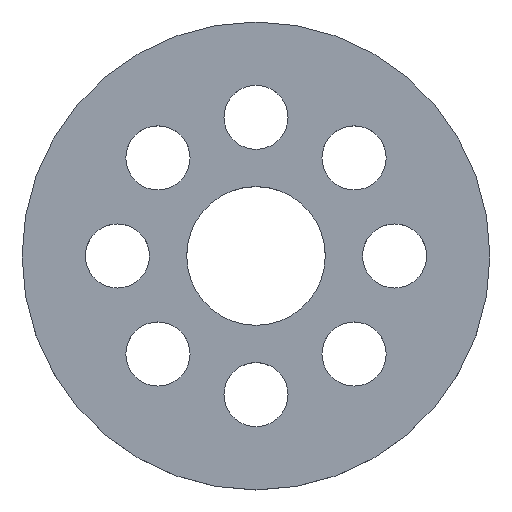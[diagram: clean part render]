
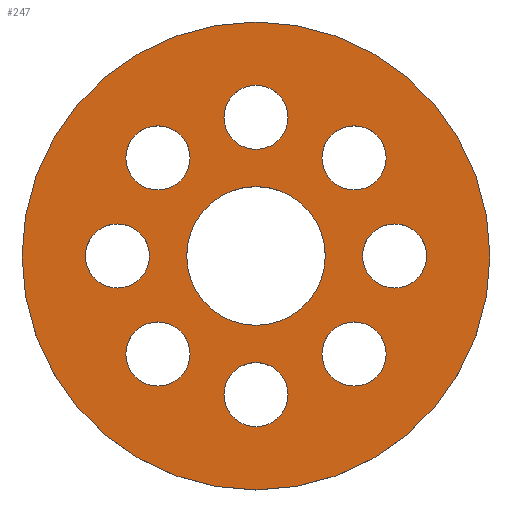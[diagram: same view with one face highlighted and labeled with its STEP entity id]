
A CAD part, top view. The second image highlights one B-rep face of the part: STEP entity #247.
In plain terms, the highlighted planar face has unit normal (0, 0, 1).
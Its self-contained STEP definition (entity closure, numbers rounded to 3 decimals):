
#15=FACE_BOUND('',#58,.T.);
#16=FACE_BOUND('',#59,.T.);
#17=FACE_BOUND('',#60,.T.);
#18=FACE_BOUND('',#61,.T.);
#19=FACE_BOUND('',#62,.T.);
#20=FACE_BOUND('',#63,.T.);
#21=FACE_BOUND('',#64,.T.);
#22=FACE_BOUND('',#65,.T.);
#23=FACE_BOUND('',#66,.T.);
#33=PLANE('',#293);
#45=FACE_OUTER_BOUND('',#57,.T.);
#57=EDGE_LOOP('',(#207));
#58=EDGE_LOOP('',(#208));
#59=EDGE_LOOP('',(#209));
#60=EDGE_LOOP('',(#210));
#61=EDGE_LOOP('',(#211));
#62=EDGE_LOOP('',(#212));
#63=EDGE_LOOP('',(#213));
#64=EDGE_LOOP('',(#214));
#65=EDGE_LOOP('',(#215));
#66=EDGE_LOOP('',(#216));
#97=CIRCLE('',#264,1.85);
#99=CIRCLE('',#267,1.85);
#101=CIRCLE('',#270,1.85);
#103=CIRCLE('',#273,1.85);
#105=CIRCLE('',#276,1.85);
#107=CIRCLE('',#279,1.85);
#109=CIRCLE('',#282,1.85);
#111=CIRCLE('',#285,1.85);
#113=CIRCLE('',#288,4.);
#116=CIRCLE('',#292,13.5);
#117=VERTEX_POINT('',#373);
#119=VERTEX_POINT('',#379);
#121=VERTEX_POINT('',#385);
#123=VERTEX_POINT('',#391);
#125=VERTEX_POINT('',#397);
#127=VERTEX_POINT('',#403);
#129=VERTEX_POINT('',#409);
#131=VERTEX_POINT('',#415);
#133=VERTEX_POINT('',#421);
#136=VERTEX_POINT('',#429);
#137=EDGE_CURVE('',#117,#117,#97,.T.);
#140=EDGE_CURVE('',#119,#119,#99,.T.);
#143=EDGE_CURVE('',#121,#121,#101,.T.);
#146=EDGE_CURVE('',#123,#123,#103,.T.);
#149=EDGE_CURVE('',#125,#125,#105,.T.);
#152=EDGE_CURVE('',#127,#127,#107,.T.);
#155=EDGE_CURVE('',#129,#129,#109,.T.);
#158=EDGE_CURVE('',#131,#131,#111,.T.);
#161=EDGE_CURVE('',#133,#133,#113,.T.);
#166=EDGE_CURVE('',#136,#136,#116,.T.);
#207=ORIENTED_EDGE('',*,*,#166,.T.);
#208=ORIENTED_EDGE('',*,*,#161,.F.);
#209=ORIENTED_EDGE('',*,*,#155,.F.);
#210=ORIENTED_EDGE('',*,*,#149,.F.);
#211=ORIENTED_EDGE('',*,*,#143,.F.);
#212=ORIENTED_EDGE('',*,*,#137,.F.);
#213=ORIENTED_EDGE('',*,*,#140,.F.);
#214=ORIENTED_EDGE('',*,*,#146,.F.);
#215=ORIENTED_EDGE('',*,*,#152,.F.);
#216=ORIENTED_EDGE('',*,*,#158,.F.);
#247=ADVANCED_FACE('',(#45,#15,#16,#17,#18,#19,#20,#21,#22,#23),#33,.T.);
#264=AXIS2_PLACEMENT_3D('',#374,#299,#300);
#267=AXIS2_PLACEMENT_3D('',#380,#306,#307);
#270=AXIS2_PLACEMENT_3D('',#386,#313,#314);
#273=AXIS2_PLACEMENT_3D('',#392,#320,#321);
#276=AXIS2_PLACEMENT_3D('',#398,#327,#328);
#279=AXIS2_PLACEMENT_3D('',#404,#334,#335);
#282=AXIS2_PLACEMENT_3D('',#410,#341,#342);
#285=AXIS2_PLACEMENT_3D('',#416,#348,#349);
#288=AXIS2_PLACEMENT_3D('',#422,#355,#356);
#292=AXIS2_PLACEMENT_3D('',#431,#365,#366);
#293=AXIS2_PLACEMENT_3D('',#432,#367,#368);
#299=DIRECTION('center_axis',(0.,0.,1.));
#300=DIRECTION('ref_axis',(1.,0.,0.));
#306=DIRECTION('center_axis',(0.,0.,1.));
#307=DIRECTION('ref_axis',(1.,0.,0.));
#313=DIRECTION('center_axis',(0.,0.,1.));
#314=DIRECTION('ref_axis',(1.,0.,0.));
#320=DIRECTION('center_axis',(0.,0.,1.));
#321=DIRECTION('ref_axis',(1.,0.,0.));
#327=DIRECTION('center_axis',(0.,0.,1.));
#328=DIRECTION('ref_axis',(1.,0.,0.));
#334=DIRECTION('center_axis',(0.,0.,1.));
#335=DIRECTION('ref_axis',(1.,0.,0.));
#341=DIRECTION('center_axis',(0.,0.,1.));
#342=DIRECTION('ref_axis',(1.,0.,0.));
#348=DIRECTION('center_axis',(0.,0.,1.));
#349=DIRECTION('ref_axis',(1.,0.,0.));
#355=DIRECTION('center_axis',(0.,0.,1.));
#356=DIRECTION('ref_axis',(1.,0.,0.));
#365=DIRECTION('center_axis',(0.,0.,1.));
#366=DIRECTION('ref_axis',(1.,0.,0.));
#367=DIRECTION('center_axis',(0.,0.,1.));
#368=DIRECTION('ref_axis',(1.,0.,0.));
#373=CARTESIAN_POINT('',(-3.807,-5.657,2.));
#374=CARTESIAN_POINT('Origin',(-5.657,-5.657,2.));
#379=CARTESIAN_POINT('',(7.507,-5.657,2.));
#380=CARTESIAN_POINT('Origin',(5.657,-5.657,2.));
#385=CARTESIAN_POINT('',(7.507,5.657,2.));
#386=CARTESIAN_POINT('Origin',(5.657,5.657,2.));
#391=CARTESIAN_POINT('',(-3.807,5.657,2.));
#392=CARTESIAN_POINT('Origin',(-5.657,5.657,2.));
#397=CARTESIAN_POINT('',(-6.15,0.,2.));
#398=CARTESIAN_POINT('Origin',(-8.,0.,2.));
#403=CARTESIAN_POINT('',(1.85,-8.,2.));
#404=CARTESIAN_POINT('Origin',(0.,-8.,2.));
#409=CARTESIAN_POINT('',(9.85,0.,2.));
#410=CARTESIAN_POINT('Origin',(8.,0.,2.));
#415=CARTESIAN_POINT('',(1.85,8.,2.));
#416=CARTESIAN_POINT('Origin',(0.,8.,2.));
#421=CARTESIAN_POINT('',(4.,0.,2.));
#422=CARTESIAN_POINT('Origin',(0.,0.,2.));
#429=CARTESIAN_POINT('',(13.5,0.,2.));
#431=CARTESIAN_POINT('Origin',(0.,0.,2.));
#432=CARTESIAN_POINT('Origin',(0.,0.,2.));
